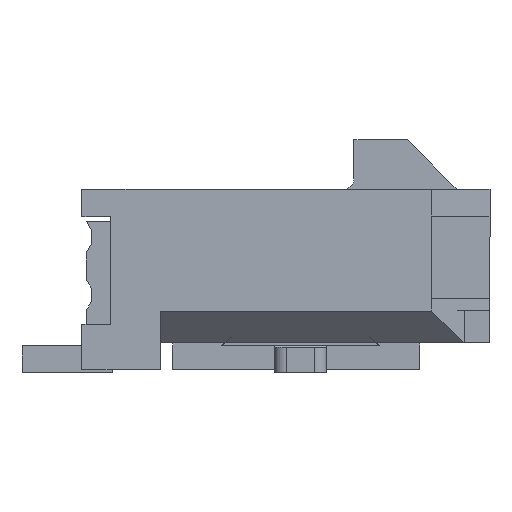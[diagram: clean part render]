
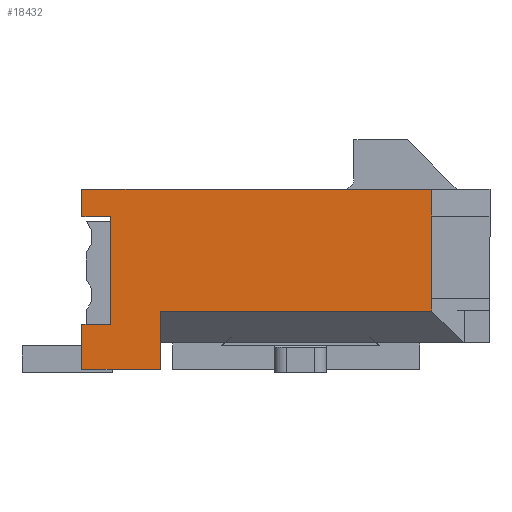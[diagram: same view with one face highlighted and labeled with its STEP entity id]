
A CAD part, front view. The second image highlights one B-rep face of the part: STEP entity #18432.
In plain terms, the highlighted face is planar.
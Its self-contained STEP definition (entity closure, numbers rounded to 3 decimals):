
#1641=ORIENTED_EDGE('',*,*,#4874,.T.);
#1642=ORIENTED_EDGE('',*,*,#4860,.T.);
#1643=ORIENTED_EDGE('',*,*,#4847,.T.);
#1644=ORIENTED_EDGE('',*,*,#4415,.T.);
#1645=ORIENTED_EDGE('',*,*,#4946,.F.);
#1646=ORIENTED_EDGE('',*,*,#4408,.T.);
#1647=ORIENTED_EDGE('',*,*,#4959,.F.);
#1648=ORIENTED_EDGE('',*,*,#4960,.F.);
#1649=ORIENTED_EDGE('',*,*,#4961,.F.);
#1650=ORIENTED_EDGE('',*,*,#4962,.T.);
#1651=ORIENTED_EDGE('',*,*,#4392,.T.);
#1652=ORIENTED_EDGE('',*,*,#4857,.T.);
#4392=EDGE_CURVE('',#6230,#6229,#7533,.T.);
#4408=EDGE_CURVE('',#6242,#6241,#7549,.T.);
#4415=EDGE_CURVE('',#6248,#6247,#7556,.T.);
#4847=EDGE_CURVE('',#6522,#6248,#7988,.T.);
#4857=EDGE_CURVE('',#6229,#6525,#7998,.T.);
#4860=EDGE_CURVE('',#6526,#6522,#8001,.T.);
#4874=EDGE_CURVE('',#6525,#6526,#8015,.T.);
#4946=EDGE_CURVE('',#6242,#6247,#8087,.T.);
#4959=EDGE_CURVE('',#6576,#6241,#8100,.T.);
#4960=EDGE_CURVE('',#6575,#6576,#8101,.T.);
#4961=EDGE_CURVE('',#6577,#6575,#8102,.T.);
#4962=EDGE_CURVE('',#6577,#6230,#8103,.T.);
#6229=VERTEX_POINT('',#23981);
#6230=VERTEX_POINT('',#23983);
#6241=VERTEX_POINT('',#24014);
#6242=VERTEX_POINT('',#24016);
#6247=VERTEX_POINT('',#24029);
#6248=VERTEX_POINT('',#24031);
#6522=VERTEX_POINT('',#24895);
#6525=VERTEX_POINT('',#24912);
#6526=VERTEX_POINT('',#24916);
#6575=VERTEX_POINT('',#25100);
#6576=VERTEX_POINT('',#25104);
#6577=VERTEX_POINT('',#25107);
#7533=LINE('',#23982,#9424);
#7549=LINE('',#24015,#9440);
#7556=LINE('',#24030,#9447);
#7988=LINE('',#24894,#9879);
#7998=LINE('',#24913,#9889);
#8001=LINE('',#24919,#9892);
#8015=LINE('',#24945,#9906);
#8087=LINE('',#25082,#9978);
#8100=LINE('',#25103,#9991);
#8101=LINE('',#25105,#9992);
#8102=LINE('',#25106,#9993);
#8103=LINE('',#25108,#9994);
#9424=VECTOR('',#20318,1000.);
#9440=VECTOR('',#20344,1000.);
#9447=VECTOR('',#20355,1000.);
#9879=VECTOR('',#21103,1000.);
#9889=VECTOR('',#21123,1000.);
#9892=VECTOR('',#21128,1000.);
#9906=VECTOR('',#21154,1000.);
#9978=VECTOR('',#21278,1000.);
#9991=VECTOR('',#21301,1000.);
#9992=VECTOR('',#21302,1000.);
#9993=VECTOR('',#21303,1000.);
#9994=VECTOR('',#21304,1000.);
#11183=EDGE_LOOP('',(#1641,#1642,#1643,#1644,#1645,#1646,#1647,#1648,#1649,
#1650,#1651,#1652));
#11936=FACE_BOUND('',#11183,.T.);
#12676=PLANE('',#19164);
#18432=ADVANCED_FACE('',(#11936),#12676,.T.);
#19164=AXIS2_PLACEMENT_3D('',#25102,#21299,#21300);
#20318=DIRECTION('',(0.,0.,-1.));
#20344=DIRECTION('',(0.,-1.,0.));
#20355=DIRECTION('',(0.,-1.,0.));
#21103=DIRECTION('',(0.,0.,-1.));
#21123=DIRECTION('',(0.,-1.,0.));
#21128=DIRECTION('',(0.,1.,0.));
#21154=DIRECTION('',(0.,0.,-1.));
#21278=DIRECTION('',(0.,0.,-1.));
#21299=DIRECTION('',(-1.,0.,0.));
#21300=DIRECTION('',(0.,0.,1.));
#21301=DIRECTION('',(0.,0.,-1.));
#21302=DIRECTION('',(0.,0.,-1.));
#21303=DIRECTION('',(0.,0.,-1.));
#21304=DIRECTION('',(0.,1.,0.));
#23981=CARTESIAN_POINT('',(-19.825,4.95,1.515));
#23982=CARTESIAN_POINT('',(-19.825,4.95,2.185));
#23983=CARTESIAN_POINT('',(-19.825,4.95,2.185));
#24014=CARTESIAN_POINT('',(-19.825,-3.536,-0.771));
#24015=CARTESIAN_POINT('',(-19.825,3.05,-0.771));
#24016=CARTESIAN_POINT('',(-19.825,3.05,-0.771));
#24029=CARTESIAN_POINT('',(-19.825,3.05,-2.185));
#24030=CARTESIAN_POINT('',(-19.825,4.95,-2.185));
#24031=CARTESIAN_POINT('',(-19.825,4.95,-2.185));
#24894=CARTESIAN_POINT('',(-19.825,4.95,2.185));
#24895=CARTESIAN_POINT('',(-19.825,4.95,-1.085));
#24912=CARTESIAN_POINT('',(-19.825,4.25,1.515));
#24913=CARTESIAN_POINT('',(-19.825,0.,1.515));
#24916=CARTESIAN_POINT('',(-19.825,4.25,-1.085));
#24919=CARTESIAN_POINT('',(-19.825,0.,-1.085));
#24945=CARTESIAN_POINT('',(-19.825,4.25,0.));
#25082=CARTESIAN_POINT('',(-19.825,3.05,-2.185));
#25100=CARTESIAN_POINT('',(-19.825,-3.536,1.535));
#25102=CARTESIAN_POINT('',(-19.825,0.,0.));
#25103=CARTESIAN_POINT('',(-19.825,-3.536,0.));
#25104=CARTESIAN_POINT('',(-19.825,-3.536,-0.465));
#25105=CARTESIAN_POINT('',(-19.825,-3.536,1.535));
#25106=CARTESIAN_POINT('',(-19.825,-3.536,0.));
#25107=CARTESIAN_POINT('',(-19.825,-3.536,2.185));
#25108=CARTESIAN_POINT('',(-19.825,-4.95,2.185));
